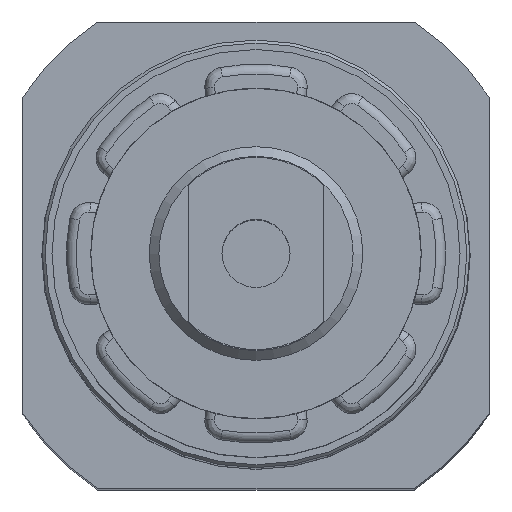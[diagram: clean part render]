
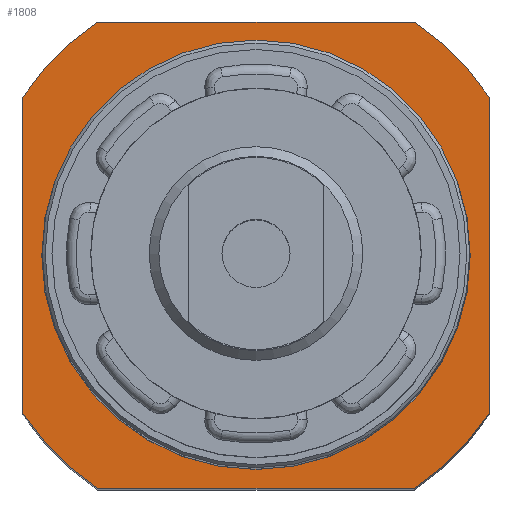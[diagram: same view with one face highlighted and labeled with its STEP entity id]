
A CAD part, top view. The second image highlights one B-rep face of the part: STEP entity #1808.
In plain terms, the highlighted planar face has unit normal (0, 0, 1).
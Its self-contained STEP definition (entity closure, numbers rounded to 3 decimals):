
#24=FACE_BOUND('',#289,.T.);
#46=PLANE('',#2052);
#169=FACE_OUTER_BOUND('',#288,.T.);
#288=EDGE_LOOP('',(#1430,#1431,#1432,#1433,#1434,#1435,#1436,#1437));
#289=EDGE_LOOP('',(#1438));
#423=LINE('',#3213,#524);
#424=LINE('',#3217,#525);
#425=LINE('',#3221,#526);
#426=LINE('',#3224,#527);
#524=VECTOR('',#2532,1000.);
#525=VECTOR('',#2535,1000.);
#526=VECTOR('',#2538,1000.);
#527=VECTOR('',#2541,1000.);
#640=CIRCLE('',#1983,22.05);
#691=CIRCLE('',#2053,29.);
#692=CIRCLE('',#2054,29.);
#693=CIRCLE('',#2055,29.);
#694=CIRCLE('',#2056,29.);
#804=VERTEX_POINT('',#3034);
#867=VERTEX_POINT('',#3209);
#868=VERTEX_POINT('',#3210);
#869=VERTEX_POINT('',#3212);
#870=VERTEX_POINT('',#3214);
#871=VERTEX_POINT('',#3216);
#872=VERTEX_POINT('',#3218);
#873=VERTEX_POINT('',#3220);
#874=VERTEX_POINT('',#3222);
#996=EDGE_CURVE('',#804,#804,#640,.T.);
#1088=EDGE_CURVE('',#867,#868,#691,.T.);
#1089=EDGE_CURVE('',#869,#867,#423,.T.);
#1090=EDGE_CURVE('',#870,#869,#692,.T.);
#1091=EDGE_CURVE('',#871,#870,#424,.T.);
#1092=EDGE_CURVE('',#872,#871,#693,.T.);
#1093=EDGE_CURVE('',#873,#872,#425,.T.);
#1094=EDGE_CURVE('',#874,#873,#694,.T.);
#1095=EDGE_CURVE('',#868,#874,#426,.T.);
#1430=ORIENTED_EDGE('',*,*,#1088,.F.);
#1431=ORIENTED_EDGE('',*,*,#1089,.F.);
#1432=ORIENTED_EDGE('',*,*,#1090,.F.);
#1433=ORIENTED_EDGE('',*,*,#1091,.F.);
#1434=ORIENTED_EDGE('',*,*,#1092,.F.);
#1435=ORIENTED_EDGE('',*,*,#1093,.F.);
#1436=ORIENTED_EDGE('',*,*,#1094,.F.);
#1437=ORIENTED_EDGE('',*,*,#1095,.F.);
#1438=ORIENTED_EDGE('',*,*,#996,.T.);
#1808=ADVANCED_FACE('',(#169,#24),#46,.F.);
#1983=AXIS2_PLACEMENT_3D('',#3036,#2349,#2350);
#2052=AXIS2_PLACEMENT_3D('',#3208,#2528,#2529);
#2053=AXIS2_PLACEMENT_3D('',#3211,#2530,#2531);
#2054=AXIS2_PLACEMENT_3D('',#3215,#2533,#2534);
#2055=AXIS2_PLACEMENT_3D('',#3219,#2536,#2537);
#2056=AXIS2_PLACEMENT_3D('',#3223,#2539,#2540);
#2349=DIRECTION('center_axis',(0.,0.,-1.));
#2350=DIRECTION('ref_axis',(-1.,0.,0.));
#2528=DIRECTION('center_axis',(0.,0.,-1.));
#2529=DIRECTION('ref_axis',(-1.,0.,0.));
#2530=DIRECTION('center_axis',(0.,0.,-1.));
#2531=DIRECTION('ref_axis',(-1.,0.,0.));
#2532=DIRECTION('',(0.,-1.,0.));
#2533=DIRECTION('center_axis',(0.,0.,-1.));
#2534=DIRECTION('ref_axis',(-1.,0.,0.));
#2535=DIRECTION('',(1.,0.,0.));
#2536=DIRECTION('center_axis',(0.,0.,-1.));
#2537=DIRECTION('ref_axis',(-1.,0.,0.));
#2538=DIRECTION('',(0.,1.,0.));
#2539=DIRECTION('center_axis',(0.,0.,-1.));
#2540=DIRECTION('ref_axis',(-1.,0.,0.));
#2541=DIRECTION('',(-1.,0.,0.));
#3034=CARTESIAN_POINT('',(-55.255,-8.697,53.116));
#3036=CARTESIAN_POINT('Origin',(-33.205,-8.697,53.116));
#3208=CARTESIAN_POINT('Origin',(-33.205,-8.697,53.116));
#3209=CARTESIAN_POINT('',(-9.205,-24.976,53.116));
#3210=CARTESIAN_POINT('',(-16.926,-32.697,53.116));
#3211=CARTESIAN_POINT('Origin',(-33.205,-8.697,53.116));
#3212=CARTESIAN_POINT('',(-9.205,7.582,53.116));
#3213=CARTESIAN_POINT('',(-9.205,-24.976,53.116));
#3214=CARTESIAN_POINT('',(-16.926,15.303,53.116));
#3215=CARTESIAN_POINT('Origin',(-33.205,-8.697,53.116));
#3216=CARTESIAN_POINT('',(-49.484,15.303,53.116));
#3217=CARTESIAN_POINT('',(-49.484,15.303,53.116));
#3218=CARTESIAN_POINT('',(-57.205,7.582,53.116));
#3219=CARTESIAN_POINT('Origin',(-33.205,-8.697,53.116));
#3220=CARTESIAN_POINT('',(-57.205,-24.976,53.116));
#3221=CARTESIAN_POINT('',(-57.205,-24.976,53.116));
#3222=CARTESIAN_POINT('',(-49.484,-32.697,53.116));
#3223=CARTESIAN_POINT('Origin',(-33.205,-8.697,53.116));
#3224=CARTESIAN_POINT('',(-49.484,-32.697,53.116));
